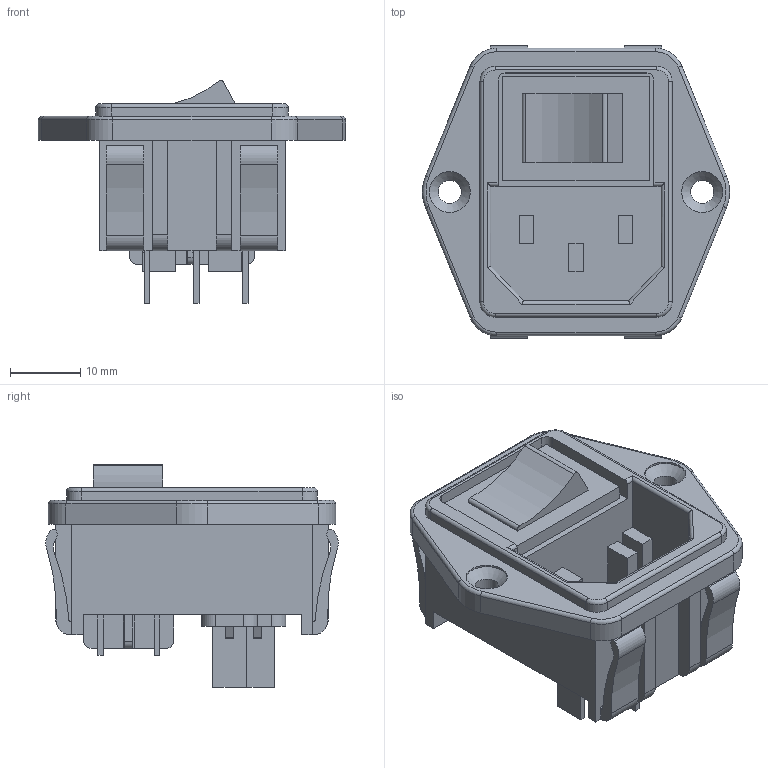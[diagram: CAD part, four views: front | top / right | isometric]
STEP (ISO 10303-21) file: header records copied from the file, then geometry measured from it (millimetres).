
FILE_DESCRIPTION(/* description */ ('','CAx-IF Rec.Pracs.---Representation and Presentation of Product Manufacturing Information (PMI)---4.0---2014-10-13'),/* implementation_level */ '2;1');
FILE_NAME(/* name */ 'inlet-15CBE1.step',/* time_stamp */ '2025-03-11T22:03:37+09:00',/* author */ (''),/* organization */ (''),/* preprocessor_version */ 'ST-DEVELOPER v20',/* originating_system */ 'Autodesk Translation Framework v13.20.0.188',/* authorisation */ '');
FILE_SCHEMA (('AP242_MANAGED_MODEL_BASED_3D_ENGINEERING_MIM_LF { 1 0 10303 442 1 1 4 }'));
Length unit declared in the file: millimetre
Products named in the file (1): C-1-1609112-4
Bounding box: 43.78 x 41.72 x 31.77 mm (x, y, z)
Volume: 13177.4 mm3; surface area: 10067.4 mm2
Topology: 1 solids, 1 shells, 252 faces, 663 edges, 432 vertices
Faces by surface type: plane 155, cylinder 85, torus 10, cone 2
Full cylindrical faces by diameter (mm): 3.302 x2, 5.842 x2
Entity records: 7782 total; most frequent: CARTESIAN_POINT 1348, DIRECTION 1343, ORIENTED_EDGE 1326, EDGE_CURVE 663, LINE 489, VECTOR 489, VERTEX_POINT 432, AXIS2_PLACEMENT_3D 427
